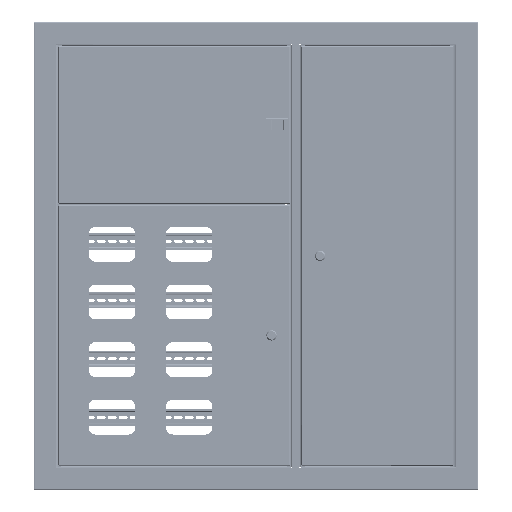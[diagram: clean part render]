
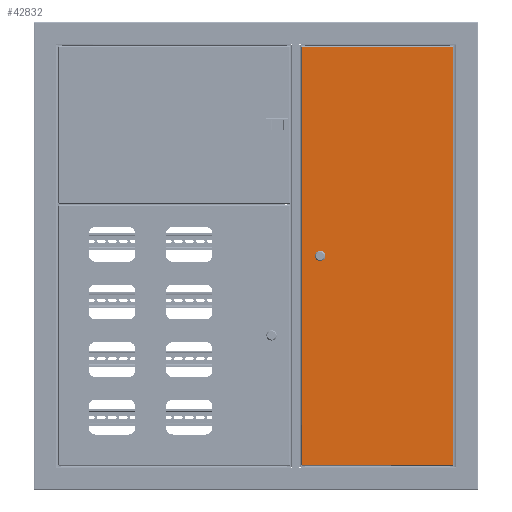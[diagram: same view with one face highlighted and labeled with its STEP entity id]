
A CAD part, top view. The second image highlights one B-rep face of the part: STEP entity #42832.
In plain terms, the highlighted planar face has unit normal (0, 0, 1).
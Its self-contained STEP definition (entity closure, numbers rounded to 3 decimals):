
#1278 = EDGE_CURVE ( 'NONE', #8829, #74824, #72762, .T. ) ;
#1684 = CARTESIAN_POINT ( 'NONE',  ( 451.849, 31.5, 0. ) ) ;
#4249 = EDGE_CURVE ( 'NONE', #19059, #42941, #32091, .T. ) ;
#6118 = DIRECTION ( 'NONE',  ( -1., 0., 0. ) ) ;
#6974 = ORIENTED_EDGE ( 'NONE', *, *, #67613, .F. ) ;
#7221 = EDGE_CURVE ( 'NONE', #61396, #35878, #9359, .T. ) ;
#7518 = CARTESIAN_POINT ( 'NONE',  ( 451.849, 48.5, 0. ) ) ;
#8829 = VERTEX_POINT ( 'NONE', #48880 ) ;
#9245 = CIRCLE ( 'NONE', #59368, 9.25 ) ;
#9359 = LINE ( 'NONE', #61797, #10889 ) ;
#10097 = ORIENTED_EDGE ( 'NONE', *, *, #64248, .F. ) ;
#10889 = VECTOR ( 'NONE', #26956, 1000. ) ;
#11328 = DIRECTION ( 'NONE',  ( 1., 0., 0. ) ) ;
#11479 = CARTESIAN_POINT ( 'NONE',  ( 0., 325.7, 0. ) ) ;
#11807 = CARTESIAN_POINT ( 'NONE',  ( 444.551, 31.5, 0. ) ) ;
#13264 = VECTOR ( 'NONE', #45117, 1000. ) ;
#14816 = CARTESIAN_POINT ( 'NONE',  ( 457.45, 40., 0. ) ) ;
#15636 = CARTESIAN_POINT ( 'NONE',  ( 1.7, 324., 0. ) ) ;
#18327 = DIRECTION ( 'NONE',  ( 0., 0., 1. ) ) ;
#19059 = VERTEX_POINT ( 'NONE', #62118 ) ;
#19154 = CARTESIAN_POINT ( 'NONE',  ( 448.2, 40., 0. ) ) ;
#19559 = EDGE_CURVE ( 'NONE', #42941, #61396, #48751, .T. ) ;
#19972 = ORIENTED_EDGE ( 'NONE', *, *, #7221, .T. ) ;
#20769 = DIRECTION ( 'NONE',  ( 0., -1., 0. ) ) ;
#22914 = ORIENTED_EDGE ( 'NONE', *, *, #19559, .T. ) ;
#23300 = DIRECTION ( 'NONE',  ( 1., 0., 0. ) ) ;
#25214 = DIRECTION ( 'NONE',  ( -1., 0., 0. ) ) ;
#26956 = DIRECTION ( 'NONE',  ( 1., 0., 0. ) ) ;
#27122 = ORIENTED_EDGE ( 'NONE', *, *, #1278, .F. ) ;
#28703 = DIRECTION ( 'NONE',  ( 0., 0., -1. ) ) ;
#28790 = EDGE_LOOP ( 'NONE', ( #19972, #70529, #32665, #22914 ) ) ;
#28971 = VERTEX_POINT ( 'NONE', #7518 ) ;
#30391 = LINE ( 'NONE', #1684, #33431 ) ;
#32091 = LINE ( 'NONE', #43967, #13264 ) ;
#32665 = ORIENTED_EDGE ( 'NONE', *, *, #4249, .T. ) ;
#33345 = EDGE_LOOP ( 'NONE', ( #45099, #6974, #10097, #39492, #27122 ) ) ;
#33431 = VECTOR ( 'NONE', #65588, 1000. ) ;
#35430 = DIRECTION ( 'NONE',  ( 0., 0., 1. ) ) ;
#35878 = VERTEX_POINT ( 'NONE', #70168 ) ;
#37570 = CARTESIAN_POINT ( 'NONE',  ( 1.7, 1.7, 0. ) ) ;
#39492 = ORIENTED_EDGE ( 'NONE', *, *, #59083, .F. ) ;
#39900 = EDGE_CURVE ( 'NONE', #28971, #8829, #66145, .T. ) ;
#40553 = FACE_OUTER_BOUND ( 'NONE', #28790, .T. ) ;
#42488 = DIRECTION ( 'NONE',  ( 1., 0., 0. ) ) ;
#42832 = ADVANCED_FACE ( 'NONE', ( #63903, #40553 ), #58941, .F. ) ;
#42941 = VERTEX_POINT ( 'NONE', #15636 ) ;
#43967 = CARTESIAN_POINT ( 'NONE',  ( 894.993, 324., 0. ) ) ;
#45099 = ORIENTED_EDGE ( 'NONE', *, *, #39900, .F. ) ;
#45117 = DIRECTION ( 'NONE',  ( -1., 0., 0. ) ) ;
#48751 = LINE ( 'NONE', #50255, #63500 ) ;
#48880 = CARTESIAN_POINT ( 'NONE',  ( 444.551, 48.5, 0. ) ) ;
#50255 = CARTESIAN_POINT ( 'NONE',  ( 1.7, 324.293, 0. ) ) ;
#54372 = DIRECTION ( 'NONE',  ( 0., 0., 1. ) ) ;
#54543 = VERTEX_POINT ( 'NONE', #14816 ) ;
#54620 = VERTEX_POINT ( 'NONE', #68400 ) ;
#55270 = AXIS2_PLACEMENT_3D ( 'NONE', #19154, #54372, #42488 ) ;
#55377 = DIRECTION ( 'NONE',  ( 0., 1., 0. ) ) ;
#57011 = VECTOR ( 'NONE', #55377, 1000. ) ;
#58941 = PLANE ( 'NONE',  #72939 ) ;
#59083 = EDGE_CURVE ( 'NONE', #74824, #54620, #30391, .T. ) ;
#59368 = AXIS2_PLACEMENT_3D ( 'NONE', #63760, #35430, #11328 ) ;
#61100 = LINE ( 'NONE', #73328, #57011 ) ;
#61396 = VERTEX_POINT ( 'NONE', #37570 ) ;
#61726 = EDGE_CURVE ( 'NONE', #35878, #19059, #61100, .T. ) ;
#61797 = CARTESIAN_POINT ( 'NONE',  ( 1.7, 1.7, 0. ) ) ;
#62118 = CARTESIAN_POINT ( 'NONE',  ( 894.7, 324., 0. ) ) ;
#62576 = CIRCLE ( 'NONE', #55270, 9.25 ) ;
#63500 = VECTOR ( 'NONE', #20769, 1000. ) ;
#63760 = CARTESIAN_POINT ( 'NONE',  ( 448.2, 40., 0. ) ) ;
#63903 = FACE_BOUND ( 'NONE', #33345, .T. ) ;
#64248 = EDGE_CURVE ( 'NONE', #54620, #54543, #62576, .T. ) ;
#65388 = CARTESIAN_POINT ( 'NONE',  ( 451.849, 48.5, 0. ) ) ;
#65588 = DIRECTION ( 'NONE',  ( 1., 0., 0. ) ) ;
#66145 = LINE ( 'NONE', #65388, #72554 ) ;
#67613 = EDGE_CURVE ( 'NONE', #54543, #28971, #9245, .T. ) ;
#68400 = CARTESIAN_POINT ( 'NONE',  ( 451.849, 31.5, 0. ) ) ;
#70168 = CARTESIAN_POINT ( 'NONE',  ( 894.7, 1.7, 0. ) ) ;
#70529 = ORIENTED_EDGE ( 'NONE', *, *, #61726, .T. ) ;
#72554 = VECTOR ( 'NONE', #25214, 1000. ) ;
#72762 = CIRCLE ( 'NONE', #75219, 9.25 ) ;
#72939 = AXIS2_PLACEMENT_3D ( 'NONE', #11479, #28703, #6118 ) ;
#73328 = CARTESIAN_POINT ( 'NONE',  ( 894.7, 0., 0. ) ) ;
#74824 = VERTEX_POINT ( 'NONE', #11807 ) ;
#74975 = CARTESIAN_POINT ( 'NONE',  ( 448.2, 40., 0. ) ) ;
#75219 = AXIS2_PLACEMENT_3D ( 'NONE', #74975, #18327, #23300 ) ;
